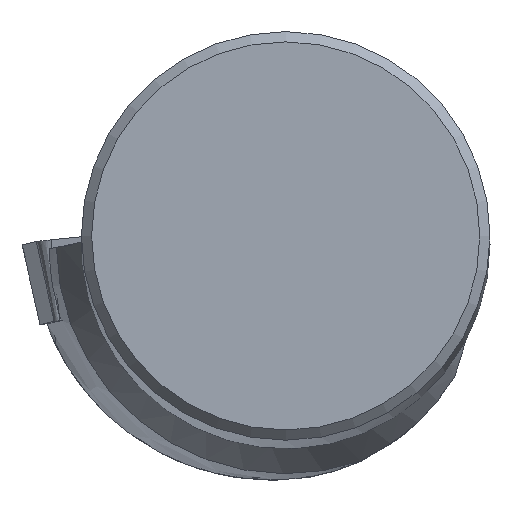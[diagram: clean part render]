
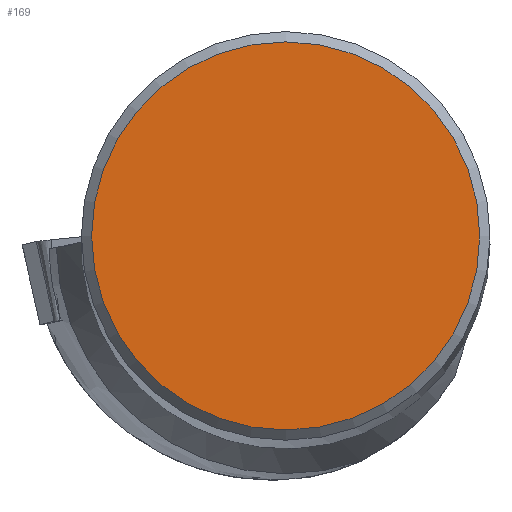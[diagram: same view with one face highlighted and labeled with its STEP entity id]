
A CAD part, top view. The second image highlights one B-rep face of the part: STEP entity #169.
In plain terms, the highlighted planar face has unit normal (0, 0, 1).
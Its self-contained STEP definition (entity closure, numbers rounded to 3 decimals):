
#137=FACE_OUTER_BOUND('',#320,.T.);
#169=ADVANCED_FACE('',(#137),#192,.T.);
#192=PLANE('',#801);
#320=EDGE_LOOP('',(#448));
#448=ORIENTED_EDGE('',*,*,#624,.T.);
#551=VERTEX_POINT('',#1336);
#624=EDGE_CURVE('',#551,#551,#664,.T.);
#664=CIRCLE('',#800,9.491);
#800=AXIS2_PLACEMENT_3D('',#1335,#954,#955);
#801=AXIS2_PLACEMENT_3D('',#1337,#956,#957);
#954=DIRECTION('',(0.,0.,1.));
#955=DIRECTION('',(1.,0.,0.));
#956=DIRECTION('',(0.,0.,1.));
#957=DIRECTION('',(1.,0.,0.));
#1335=CARTESIAN_POINT('',(0.,0.,0.));
#1336=CARTESIAN_POINT('',(9.491,0.,0.));
#1337=CARTESIAN_POINT('',(0.,0.,
0.));
